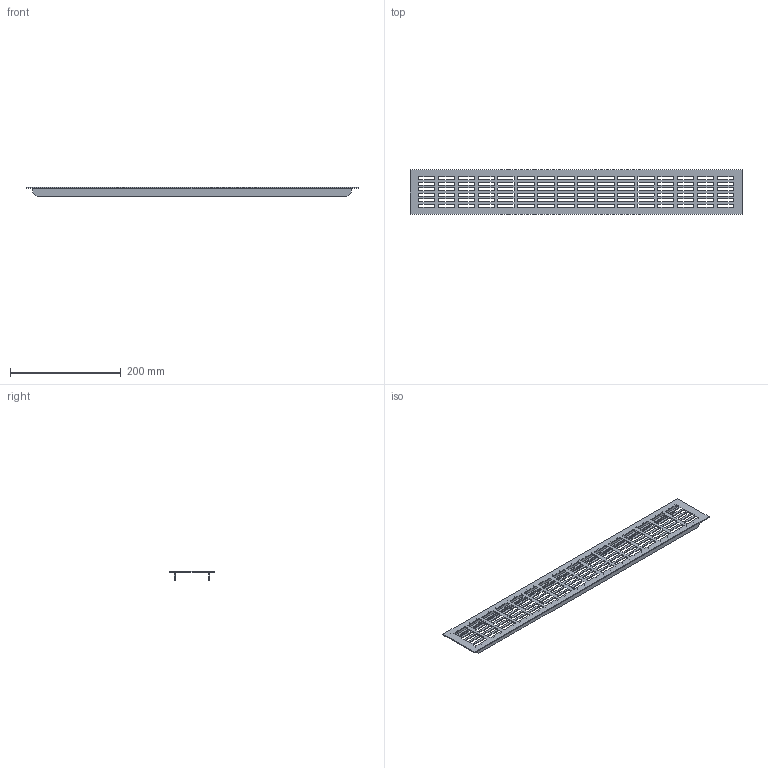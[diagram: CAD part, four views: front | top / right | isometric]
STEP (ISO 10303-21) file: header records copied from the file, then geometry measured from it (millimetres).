
FILE_DESCRIPTION (( 'STEP AP214' ), '1' );
FILE_NAME ('F000960,F000983,F001006_3D.step', '2022-08-15T13:44:56', ( '' ), ( '' ), 'SwSTEP 2.0', 'SolidWorks 2020', '' );
FILE_SCHEMA (( 'AUTOMOTIVE_DESIGN' ));
Length unit declared in the file: millimetre
Products named in the file (1): F000960,F000983,F001006_3D
Bounding box: 600 x 80 x 16.5 mm (x, y, z)
Volume: 80507.6 mm3; surface area: 108152.1 mm2
Topology: 1 solids, 1 shells, 788 faces, 2352 edges, 1568 vertices
Faces by surface type: plane 404, cylinder 384
Entity records: 27102 total; most frequent: CARTESIAN_POINT 4709, ORIENTED_EDGE 4704, DIRECTION 4698, EDGE_CURVE 2352, LINE 1584, VECTOR 1584, VERTEX_POINT 1568, AXIS2_PLACEMENT_3D 1557
